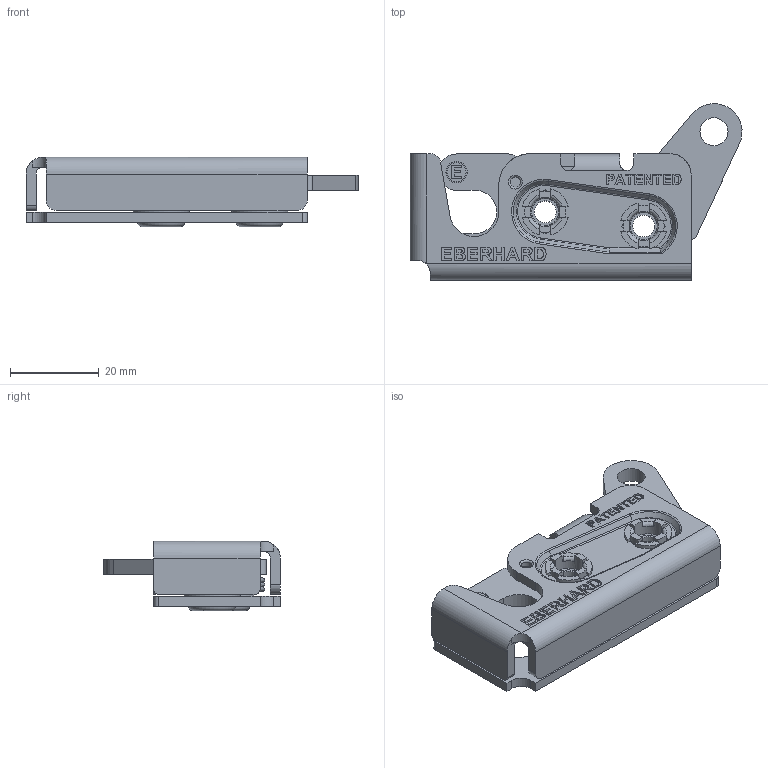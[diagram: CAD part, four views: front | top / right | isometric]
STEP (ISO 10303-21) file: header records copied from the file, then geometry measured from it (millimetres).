
FILE_DESCRIPTION(/* description */ (''),/* implementation_level */ '2;1');
FILE_NAME(/* name */ '8-240-SS R.stp',/* time_stamp */ '2015-06-01T10:07:42-04:00',/* author */ ('fredp'),/* organization */ ('Eberhard Manufacturing Company'),/* preprocessor_version */ 'ST-DEVELOPER v15.6',/* originating_system */ 'Autodesk Inventor 2015',/* authorisation */ '');
FILE_SCHEMA (('AUTOMOTIVE_DESIGN { 1 0 10303 214 3 1 1 }'));
Length unit declared in the file: inch
Products named in the file (1): 8-240-SS R
Bounding box: 74.98 x 39.89 x 15.67 mm (x, y, z)
Volume: 13594.8 mm3; surface area: 14731.7 mm2
Topology: 2 solids, 2 shells, 590 faces, 1608 edges, 1057 vertices
Faces by surface type: plane 378, cylinder 116, bspline 64, torus 24, cone 8
Full cylindrical faces by diameter (mm): 1.016 x3, 2.337 x1, 3.175 x1, 4.318 x2, 4.826 x2, 4.978 x2, 6.35 x1, 6.629 x4, 8.42 x4, 11.112 x2, 11.367 x2, 12.7 x2
Entity records: 21712 total; most frequent: CARTESIAN_POINT 6550, ORIENTED_EDGE 3122, DIRECTION 2740, EDGE_CURVE 1561, LINE 1068, VECTOR 1068, VERTEX_POINT 1048, AXIS2_PLACEMENT_3D 836
